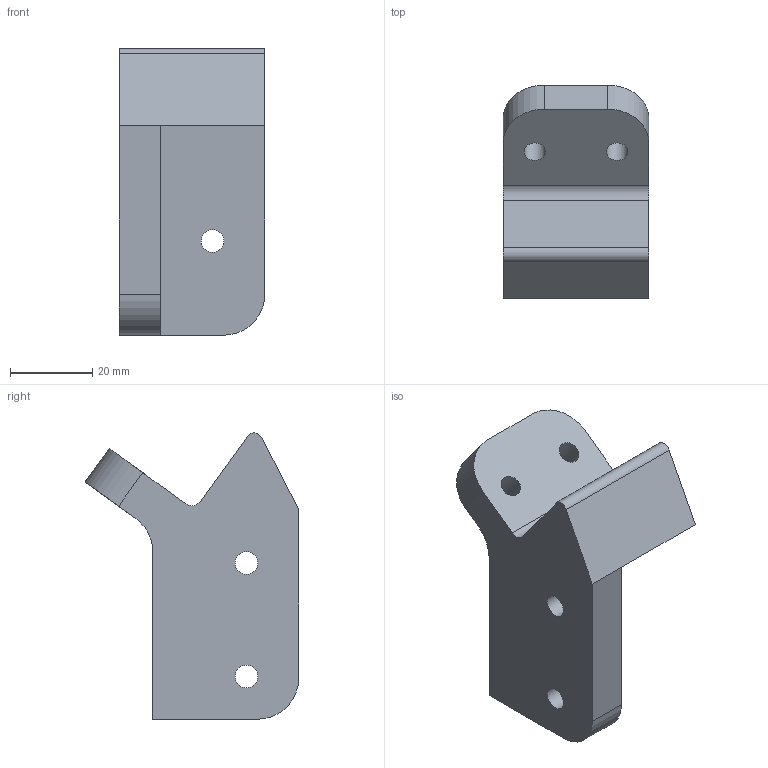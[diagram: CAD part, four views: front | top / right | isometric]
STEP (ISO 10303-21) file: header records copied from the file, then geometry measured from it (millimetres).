
FILE_DESCRIPTION(/* description */ (''),/* implementation_level */ '2;1');
FILE_NAME(/* name */ 'lowerRearBracket.stp',/* time_stamp */ '2024-12-14T13:11:10-05:00',/* author */ ('derm'),/* organization */ (''),/* preprocessor_version */ 'ST-DEVELOPER v20',/* originating_system */ 'Autodesk Inventor 2025',/* authorisation */ '');
FILE_SCHEMA (('AUTOMOTIVE_DESIGN { 1 0 10303 214 3 1 1 }'));
Length unit declared in the file: millimetre
Products named in the file (1): lowerRearBracket
Bounding box: 35.4 x 51.83 x 69.54 mm (x, y, z)
Volume: 45421.1 mm3; surface area: 13009.1 mm2
Topology: 1 solids, 1 shells, 25 faces, 74 edges, 49 vertices
Faces by surface type: plane 13, cylinder 12
Full cylindrical faces by diameter (mm): 5.2 x2, 5.5 x3
Entity records: 915 total; most frequent: CARTESIAN_POINT 159, DIRECTION 150, ORIENTED_EDGE 148, EDGE_CURVE 74, AXIS2_PLACEMENT_3D 52, VERTEX_POINT 49, LINE 46, VECTOR 46
